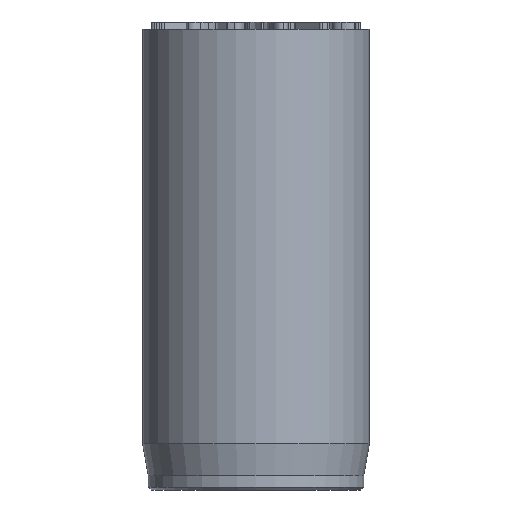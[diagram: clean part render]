
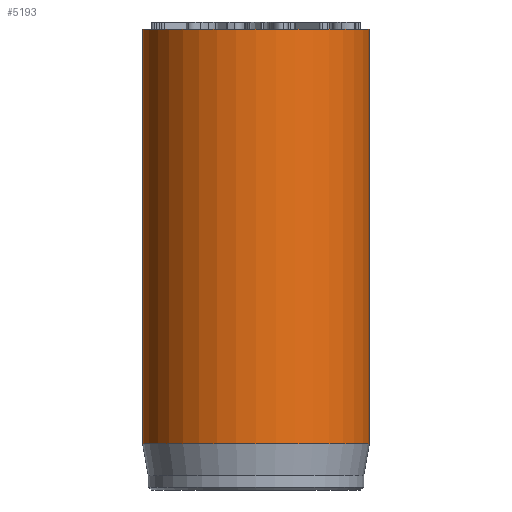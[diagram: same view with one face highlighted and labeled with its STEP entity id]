
A CAD part, front view. The second image highlights one B-rep face of the part: STEP entity #5193.
In plain terms, the highlighted cylindrical face has radius 8 mm (diameter 16 mm), a full revolution.
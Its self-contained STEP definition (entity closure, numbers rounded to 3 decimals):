
#32=CYLINDRICAL_SURFACE('',#5398,8.);
#44=CIRCLE('',#5366,8.);
#60=CIRCLE('',#5396,8.);
#61=CIRCLE('',#5397,8.);
#471=FACE_OUTER_BOUND('',#773,.T.);
#773=EDGE_LOOP('',(#4679,#4680,#4681,#4682,#4683));
#1200=LINE('',#9654,#1633);
#1633=VECTOR('',#6099,8.);
#2432=VERTEX_POINT('',#9594);
#2448=VERTEX_POINT('',#9648);
#2449=VERTEX_POINT('',#9649);
#3175=EDGE_CURVE('',#2432,#2432,#44,.T.);
#3199=EDGE_CURVE('',#2448,#2449,#60,.T.);
#3200=EDGE_CURVE('',#2449,#2448,#61,.T.);
#3202=EDGE_CURVE('',#2432,#2448,#1200,.T.);
#4679=ORIENTED_EDGE('',*,*,#3175,.T.);
#4680=ORIENTED_EDGE('',*,*,#3202,.T.);
#4681=ORIENTED_EDGE('',*,*,#3199,.T.);
#4682=ORIENTED_EDGE('',*,*,#3200,.T.);
#4683=ORIENTED_EDGE('',*,*,#3202,.F.);
#5193=ADVANCED_FACE('',(#471),#32,.T.);
#5366=AXIS2_PLACEMENT_3D('',#9595,#6024,#6025);
#5396=AXIS2_PLACEMENT_3D('',#9650,#6092,#6093);
#5397=AXIS2_PLACEMENT_3D('',#9651,#6094,#6095);
#5398=AXIS2_PLACEMENT_3D('',#9653,#6097,#6098);
#6024=DIRECTION('center_axis',(0.,0.,-1.));
#6025=DIRECTION('ref_axis',(-1.,0.,0.));
#6092=DIRECTION('center_axis',(0.,0.,1.));
#6093=DIRECTION('ref_axis',(-1.,0.,0.));
#6094=DIRECTION('center_axis',(0.,0.,1.));
#6095=DIRECTION('ref_axis',(-1.,0.,0.));
#6097=DIRECTION('center_axis',(0.,0.,1.));
#6098=DIRECTION('ref_axis',(-1.,0.,0.));
#6099=DIRECTION('',(0.,0.,-1.));
#9594=CARTESIAN_POINT('',(8.,0.,32.5));
#9595=CARTESIAN_POINT('Origin',(0.,0.,32.5));
#9648=CARTESIAN_POINT('',(8.,0.,3.269));
#9649=CARTESIAN_POINT('',(-8.,0.,3.269));
#9650=CARTESIAN_POINT('Origin',(0.,0.,3.269));
#9651=CARTESIAN_POINT('Origin',(0.,0.,3.269));
#9653=CARTESIAN_POINT('Origin',(0.,0.,0.));
#9654=CARTESIAN_POINT('',(8.,0.,0.));
